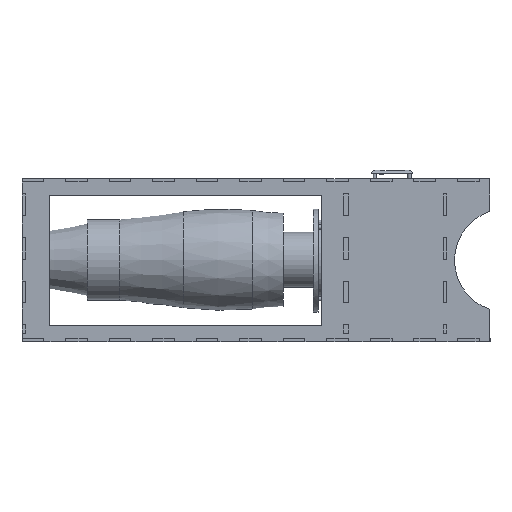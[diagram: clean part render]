
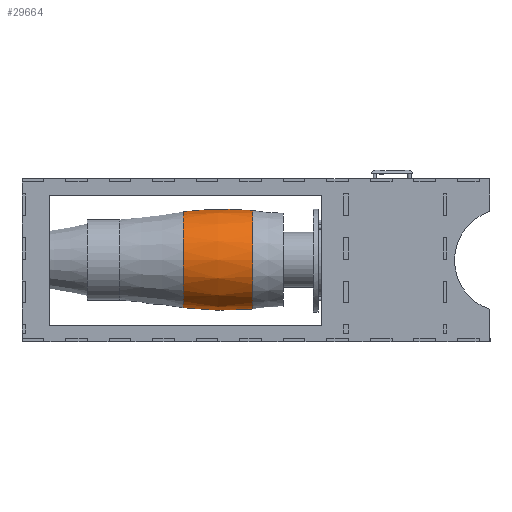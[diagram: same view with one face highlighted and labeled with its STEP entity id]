
A CAD part, left-side view. The second image highlights one B-rep face of the part: STEP entity #29664.
In plain terms, the highlighted free-form (B-spline) face has degree [2, 2] with [3, 9] control points.
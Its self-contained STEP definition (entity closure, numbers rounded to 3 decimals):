
#76=(
BOUNDED_SURFACE()
B_SPLINE_SURFACE(2,2,((#40924,#40925,#40926,#40927,#40928,#40929,#40930,
#40931,#40932),(#40933,#40934,#40935,#40936,#40937,#40938,#40939,#40940,
#40941),(#40942,#40943,#40944,#40945,#40946,#40947,#40948,#40949,#40950)),
 .UNSPECIFIED.,.F.,.T.,.F.)
B_SPLINE_SURFACE_WITH_KNOTS((3,3),(3,2,2,2,3),(-0.087,0.122),
(-3.142,-1.571,0.,1.571,3.142),
 .UNSPECIFIED.)
GEOMETRIC_REPRESENTATION_ITEM()
RATIONAL_B_SPLINE_SURFACE(((1.,0.707,1.,0.707,1.,
0.707,1.,0.707,1.),(0.995,0.703,
0.995,0.703,0.995,0.703,
0.995,0.703,0.995),(1.,0.707,
1.,0.707,1.,0.707,1.,0.707,1.)))
REPRESENTATION_ITEM('')
SURFACE()
);
#2088=FACE_OUTER_BOUND('',#3582,.T.);
#3582=EDGE_LOOP('',(#20983,#20984,#20985,#20986,#20987,#20988));
#13014=CIRCLE('',#31269,44.093);
#13015=CIRCLE('',#31270,305.);
#13016=CIRCLE('',#31271,45.206);
#13017=CIRCLE('',#31272,45.206);
#13018=CIRCLE('',#31273,44.093);
#13435=VERTEX_POINT('',#40951);
#13436=VERTEX_POINT('',#40952);
#13437=VERTEX_POINT('',#40954);
#13438=VERTEX_POINT('',#40956);
#16439=EDGE_CURVE('',#13435,#13436,#13014,.T.);
#16440=EDGE_CURVE('',#13436,#13437,#13015,.T.);
#16441=EDGE_CURVE('',#13437,#13438,#13016,.T.);
#16442=EDGE_CURVE('',#13438,#13437,#13017,.T.);
#16443=EDGE_CURVE('',#13436,#13435,#13018,.T.);
#20983=ORIENTED_EDGE('',*,*,#16439,.T.);
#20984=ORIENTED_EDGE('',*,*,#16440,.T.);
#20985=ORIENTED_EDGE('',*,*,#16441,.T.);
#20986=ORIENTED_EDGE('',*,*,#16442,.T.);
#20987=ORIENTED_EDGE('',*,*,#16440,.F.);
#20988=ORIENTED_EDGE('',*,*,#16443,.T.);
#29664=ADVANCED_FACE('',(#2088),#76,.F.);
#31269=AXIS2_PLACEMENT_3D('',#40953,#33378,#33379);
#31270=AXIS2_PLACEMENT_3D('',#40955,#33380,#33381);
#31271=AXIS2_PLACEMENT_3D('',#40957,#33382,#33383);
#31272=AXIS2_PLACEMENT_3D('',#40958,#33384,#33385);
#31273=AXIS2_PLACEMENT_3D('',#40959,#33386,#33387);
#33378=DIRECTION('center_axis',(0.,-1.,0.));
#33379=DIRECTION('ref_axis',(0.,0.,1.));
#33380=DIRECTION('center_axis',(0.,0.,-1.));
#33381=DIRECTION('ref_axis',(1.,0.,0.));
#33382=DIRECTION('center_axis',(0.,1.,0.));
#33383=DIRECTION('ref_axis',(0.,0.,1.));
#33384=DIRECTION('center_axis',(0.,1.,0.));
#33385=DIRECTION('ref_axis',(0.,0.,1.));
#33386=DIRECTION('center_axis',(0.,-1.,0.));
#33387=DIRECTION('ref_axis',(0.,0.,1.));
#40924=CARTESIAN_POINT('Ctrl Pts',(120.718,-61.935,1289.973));
#40925=CARTESIAN_POINT('Ctrl Pts',(120.718,-61.935,1244.767));
#40926=CARTESIAN_POINT('Ctrl Pts',(75.512,-61.935,1244.767));
#40927=CARTESIAN_POINT('Ctrl Pts',(30.306,-61.935,1244.767));
#40928=CARTESIAN_POINT('Ctrl Pts',(30.306,-61.935,1289.973));
#40929=CARTESIAN_POINT('Ctrl Pts',(30.306,-61.935,1335.179));
#40930=CARTESIAN_POINT('Ctrl Pts',(75.512,-61.935,1335.179));
#40931=CARTESIAN_POINT('Ctrl Pts',(120.718,-61.935,1335.179));
#40932=CARTESIAN_POINT('Ctrl Pts',(120.718,-61.935,1289.973));
#40933=CARTESIAN_POINT('Ctrl Pts',(123.512,-30.,1289.973));
#40934=CARTESIAN_POINT('Ctrl Pts',(123.512,-30.,1241.973));
#40935=CARTESIAN_POINT('Ctrl Pts',(75.512,-30.,1241.973));
#40936=CARTESIAN_POINT('Ctrl Pts',(27.512,-30.,1241.973));
#40937=CARTESIAN_POINT('Ctrl Pts',(27.512,-30.,1289.973));
#40938=CARTESIAN_POINT('Ctrl Pts',(27.512,-30.,1337.973));
#40939=CARTESIAN_POINT('Ctrl Pts',(75.512,-30.,1337.973));
#40940=CARTESIAN_POINT('Ctrl Pts',(123.512,-30.,1337.973));
#40941=CARTESIAN_POINT('Ctrl Pts',(123.512,-30.,1289.973));
#40942=CARTESIAN_POINT('Ctrl Pts',(119.605,1.818,1289.973));
#40943=CARTESIAN_POINT('Ctrl Pts',(119.605,1.818,1245.88));
#40944=CARTESIAN_POINT('Ctrl Pts',(75.512,1.818,1245.88));
#40945=CARTESIAN_POINT('Ctrl Pts',(31.419,1.818,1245.88));
#40946=CARTESIAN_POINT('Ctrl Pts',(31.419,1.818,1289.973));
#40947=CARTESIAN_POINT('Ctrl Pts',(31.419,1.818,1334.066));
#40948=CARTESIAN_POINT('Ctrl Pts',(75.512,1.818,1334.066));
#40949=CARTESIAN_POINT('Ctrl Pts',(119.605,1.818,1334.066));
#40950=CARTESIAN_POINT('Ctrl Pts',(119.605,1.818,1289.973));
#40951=CARTESIAN_POINT('',(75.512,1.818,1245.88));
#40952=CARTESIAN_POINT('',(119.605,1.818,1289.973));
#40953=CARTESIAN_POINT('Origin',(75.512,1.818,1289.973));
#40954=CARTESIAN_POINT('',(120.718,-61.935,1289.973));
#40955=CARTESIAN_POINT('Origin',(-183.121,-35.352,1289.973));
#40956=CARTESIAN_POINT('',(75.512,-61.935,1244.767));
#40957=CARTESIAN_POINT('Origin',(75.512,-61.935,1289.973));
#40958=CARTESIAN_POINT('Origin',(75.512,-61.935,1289.973));
#40959=CARTESIAN_POINT('Origin',(75.512,1.818,1289.973));
